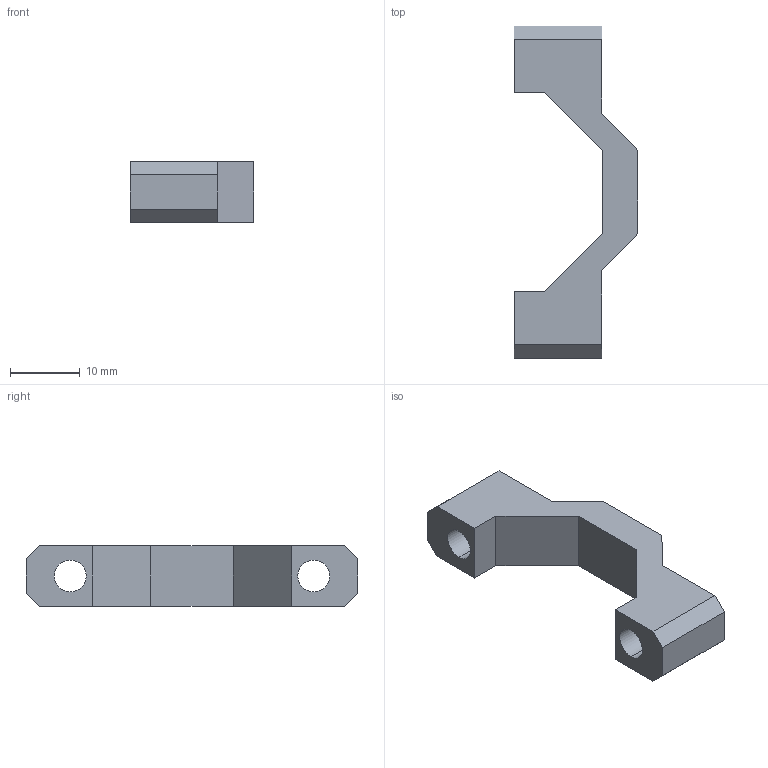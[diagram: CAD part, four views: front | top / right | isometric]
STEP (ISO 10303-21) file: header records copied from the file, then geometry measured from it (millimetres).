
FILE_DESCRIPTION (( 'STEP AP214' ), '1' );
FILE_NAME ('Double Bolt Clamp.STEP', '2021-04-13T21:40:55', ( '' ), ( '' ), 'SwSTEP 2.0', 'SolidWorks 2020', '' );
FILE_SCHEMA (( 'AUTOMOTIVE_DESIGN' ));
Length unit declared in the file: inch
Products named in the file (1): Double Bolt Clamp
Bounding box: 17.78 x 47.62 x 8.73 mm (x, y, z)
Volume: 2736.2 mm3; surface area: 2312.6 mm2
Topology: 1 solids, 1 shells, 30 faces, 78 edges, 52 vertices
Faces by surface type: plane 22, cylinder 8
Entity records: 966 total; most frequent: CARTESIAN_POINT 161, DIRECTION 156, ORIENTED_EDGE 156, EDGE_CURVE 78, VECTOR 62, LINE 62, VERTEX_POINT 52, AXIS2_PLACEMENT_3D 47
